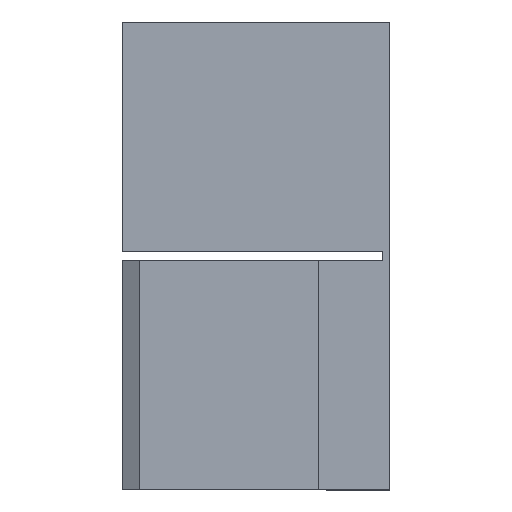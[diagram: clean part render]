
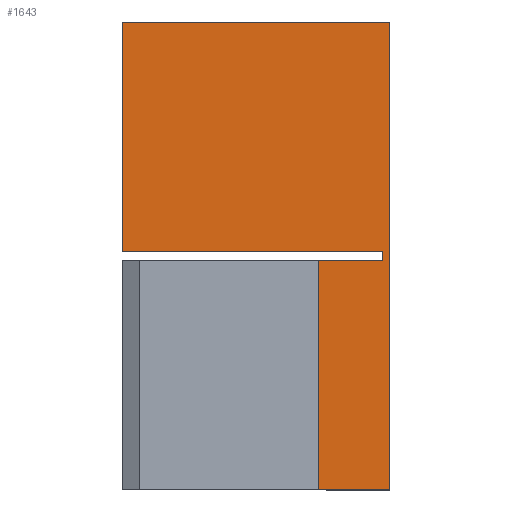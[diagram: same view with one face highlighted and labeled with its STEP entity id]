
A CAD part, left-side view. The second image highlights one B-rep face of the part: STEP entity #1643.
In plain terms, the highlighted planar face has unit normal (-1, 0, 0).
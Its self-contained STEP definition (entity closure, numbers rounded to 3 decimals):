
#5 = VECTOR ( 'NONE', #1206, 1000. ) ;
#150 = VERTEX_POINT ( 'NONE', #3080 ) ;
#174 = EDGE_LOOP ( 'NONE', ( #1872, #1834, #1833, #1835, #1839, #1841, #1840, #1837 ) ) ;
#201 = DIRECTION ( 'NONE',  ( 0., 0., -1. ) ) ;
#208 = DIRECTION ( 'NONE',  ( 1., 0., 0. ) ) ;
#209 = CARTESIAN_POINT ( 'NONE',  ( -38.75, 0., 12.5 ) ) ;
#210 = PLANE ( 'NONE',  #1281 ) ;
#339 = LINE ( 'NONE', #3097, #4201 ) ;
#597 = VECTOR ( 'NONE', #3269, 1000. ) ;
#926 = FACE_OUTER_BOUND ( 'NONE', #174, .T. ) ;
#1206 = DIRECTION ( 'NONE',  ( 0., -1., 0. ) ) ;
#1207 = CARTESIAN_POINT ( 'NONE',  ( -38.75, 0., 12.5 ) ) ;
#1281 = AXIS2_PLACEMENT_3D ( 'NONE', #209, #208, #201 ) ;
#1352 = LINE ( 'NONE', #1207, #5 ) ;
#1384 = LINE ( 'NONE', #3273, #597 ) ;
#1458 = EDGE_CURVE ( 'NONE', #4575, #3974, #339, .T. ) ;
#1548 = EDGE_CURVE ( 'NONE', #4036, #3951, #1352, .T. ) ;
#1584 = EDGE_CURVE ( 'NONE', #4514, #4563, #1384, .T. ) ;
#1643 = ADVANCED_FACE ( 'NONE', ( #926 ), #210, .F. ) ;
#1833 = ORIENTED_EDGE ( 'NONE', *, *, #3661, .F. ) ;
#1834 = ORIENTED_EDGE ( 'NONE', *, *, #1584, .T. ) ;
#1835 = ORIENTED_EDGE ( 'NONE', *, *, #1548, .F. ) ;
#1837 = ORIENTED_EDGE ( 'NONE', *, *, #3616, .T. ) ;
#1839 = ORIENTED_EDGE ( 'NONE', *, *, #3672, .T. ) ;
#1840 = ORIENTED_EDGE ( 'NONE', *, *, #3671, .T. ) ;
#1841 = ORIENTED_EDGE ( 'NONE', *, *, #1458, .F. ) ;
#1872 = ORIENTED_EDGE ( 'NONE', *, *, #3662, .T. ) ;
#2068 = VECTOR ( 'NONE', #2313, 1000. ) ;
#2165 = LINE ( 'NONE', #2312, #2068 ) ;
#2199 = LINE ( 'NONE', #2948, #2938 ) ;
#2200 = LINE ( 'NONE', #2950, #2839 ) ;
#2207 = LINE ( 'NONE', #2970, #2849 ) ;
#2208 = LINE ( 'NONE', #2972, #2850 ) ;
#2312 = CARTESIAN_POINT ( 'NONE',  ( -38.75, -77.502, -0.25 ) ) ;
#2313 = DIRECTION ( 'NONE',  ( 0., 1., 0. ) ) ;
#2385 = CARTESIAN_POINT ( 'NONE',  ( -38.75, 14.3, 12.5 ) ) ;
#2413 = CARTESIAN_POINT ( 'NONE',  ( -38.75, 3.8, -0.25 ) ) ;
#2472 = CARTESIAN_POINT ( 'NONE',  ( -38.75, 3.8, -12.5 ) ) ;
#2513 = CARTESIAN_POINT ( 'NONE',  ( -38.75, 0., -12.5 ) ) ;
#2567 = CARTESIAN_POINT ( 'NONE',  ( -38.75, 0.375, 0.25 ) ) ;
#2839 = VECTOR ( 'NONE', #2951, 1000. ) ;
#2849 = VECTOR ( 'NONE', #2971, 1000. ) ;
#2850 = VECTOR ( 'NONE', #2973, 1000. ) ;
#2938 = VECTOR ( 'NONE', #2949, 1000. ) ;
#2948 = CARTESIAN_POINT ( 'NONE',  ( -38.75, 0., 12.5 ) ) ;
#2949 = DIRECTION ( 'NONE',  ( 0., 0., -1. ) ) ;
#2950 = CARTESIAN_POINT ( 'NONE',  ( -38.75, 3.8, -12.5 ) ) ;
#2951 = DIRECTION ( 'NONE',  ( 0., 0., -1. ) ) ;
#2970 = CARTESIAN_POINT ( 'NONE',  ( -38.75, 0.375, 0.25 ) ) ;
#2971 = DIRECTION ( 'NONE',  ( 0., 0., -1. ) ) ;
#2972 = CARTESIAN_POINT ( 'NONE',  ( -38.75, 14.3, 12.5 ) ) ;
#2973 = DIRECTION ( 'NONE',  ( 0., 0., -1. ) ) ;
#2984 = CARTESIAN_POINT ( 'NONE',  ( -38.75, 0., 12.5 ) ) ;
#3005 = CARTESIAN_POINT ( 'NONE',  ( -38.75, 14.3, 0.25 ) ) ;
#3080 = CARTESIAN_POINT ( 'NONE',  ( -38.75, 0.375, -0.25 ) ) ;
#3096 = DIRECTION ( 'NONE',  ( 0., 1., 0. ) ) ;
#3097 = CARTESIAN_POINT ( 'NONE',  ( -38.75, -77.502, 0.25 ) ) ;
#3269 = DIRECTION ( 'NONE',  ( 0., -1., 0. ) ) ;
#3273 = CARTESIAN_POINT ( 'NONE',  ( -38.75, 0., -12.5 ) ) ;
#3616 = EDGE_CURVE ( 'NONE', #150, #4379, #2165, .T. ) ;
#3661 = EDGE_CURVE ( 'NONE', #3951, #4563, #2199, .T. ) ;
#3662 = EDGE_CURVE ( 'NONE', #4379, #4514, #2200, .T. ) ;
#3671 = EDGE_CURVE ( 'NONE', #4575, #150, #2207, .T. ) ;
#3672 = EDGE_CURVE ( 'NONE', #4036, #3974, #2208, .T. ) ;
#3951 = VERTEX_POINT ( 'NONE', #2984 ) ;
#3974 = VERTEX_POINT ( 'NONE', #3005 ) ;
#4036 = VERTEX_POINT ( 'NONE', #2385 ) ;
#4201 = VECTOR ( 'NONE', #3096, 1000. ) ;
#4379 = VERTEX_POINT ( 'NONE', #2413 ) ;
#4514 = VERTEX_POINT ( 'NONE', #2472 ) ;
#4563 = VERTEX_POINT ( 'NONE', #2513 ) ;
#4575 = VERTEX_POINT ( 'NONE', #2567 ) ;
